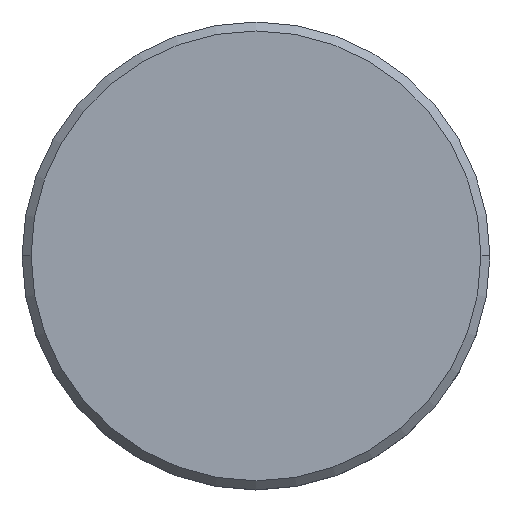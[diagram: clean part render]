
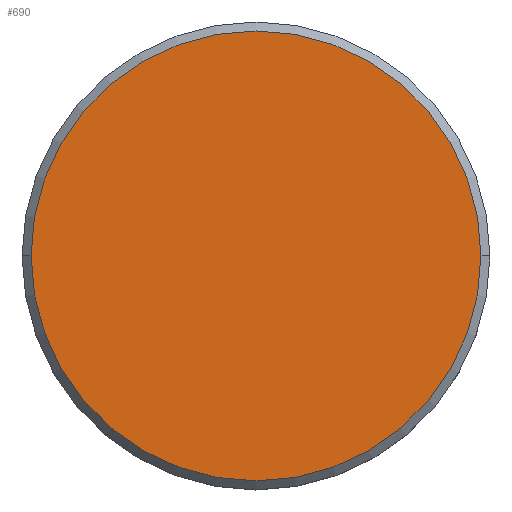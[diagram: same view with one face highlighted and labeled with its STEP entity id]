
A CAD part, top view. The second image highlights one B-rep face of the part: STEP entity #690.
In plain terms, the highlighted planar face has unit normal (0, 0, 1).
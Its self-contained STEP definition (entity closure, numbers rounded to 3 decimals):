
#7 = ORIENTED_EDGE ( 'NONE', *, *, #626, .T. ) ;
#58 = PLANE ( 'NONE',  #1115 ) ;
#72 = CARTESIAN_POINT ( 'NONE',  ( 0., 0., 0. ) ) ;
#86 = DIRECTION ( 'NONE',  ( 0., 0., 1. ) ) ;
#264 = DIRECTION ( 'NONE',  ( 0., 0., 1. ) ) ;
#310 = VERTEX_POINT ( 'NONE', #647 ) ;
#344 = FACE_OUTER_BOUND ( 'NONE', #401, .T. ) ;
#401 = EDGE_LOOP ( 'NONE', ( #7, #936 ) ) ;
#429 = DIRECTION ( 'NONE',  ( 1., 0., 0. ) ) ;
#446 = CARTESIAN_POINT ( 'NONE',  ( 0., 0., 0. ) ) ;
#510 = AXIS2_PLACEMENT_3D ( 'NONE', #446, #801, #429 ) ;
#537 = CARTESIAN_POINT ( 'NONE',  ( 0., 0., 0. ) ) ;
#600 = AXIS2_PLACEMENT_3D ( 'NONE', #537, #86, #714 ) ;
#626 = EDGE_CURVE ( 'NONE', #1127, #310, #1165, .T. ) ;
#629 = DIRECTION ( 'NONE',  ( 1., 0., 0. ) ) ;
#647 = CARTESIAN_POINT ( 'NONE',  ( 12.5, 0., 0. ) ) ;
#690 = ADVANCED_FACE ( 'NONE', ( #344 ), #58, .T. ) ;
#714 = DIRECTION ( 'NONE',  ( 1., 0., 0. ) ) ;
#721 = EDGE_CURVE ( 'NONE', #310, #1127, #1045, .T. ) ;
#801 = DIRECTION ( 'NONE',  ( 0., 0., 1. ) ) ;
#936 = ORIENTED_EDGE ( 'NONE', *, *, #721, .T. ) ;
#1045 = CIRCLE ( 'NONE', #510, 12.5 ) ;
#1065 = CARTESIAN_POINT ( 'NONE',  ( -12.5, 0., 0. ) ) ;
#1115 = AXIS2_PLACEMENT_3D ( 'NONE', #72, #264, #629 ) ;
#1127 = VERTEX_POINT ( 'NONE', #1065 ) ;
#1165 = CIRCLE ( 'NONE', #600, 12.5 ) ;
